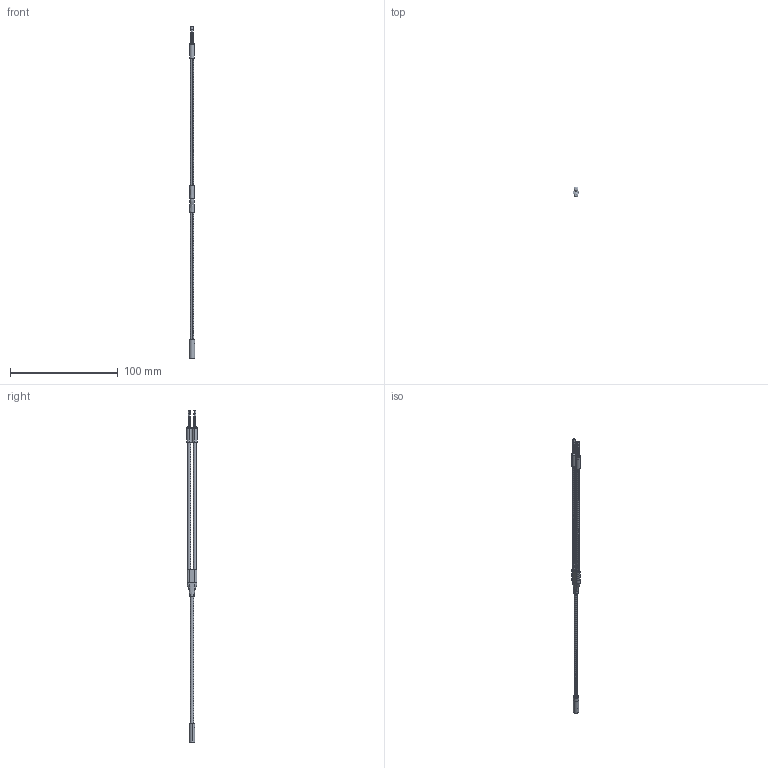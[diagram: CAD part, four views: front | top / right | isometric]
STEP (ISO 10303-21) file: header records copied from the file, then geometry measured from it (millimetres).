
FILE_DESCRIPTION((''),'2;1');
FILE_NAME('192791_ASM','2016-02-09T',('pdmadmin'),(''),'PRO/ENGINEER BY PARAMETRIC TECHNOLOGY CORPORATION, 2013230','PRO/ENGINEER BY PARAMETRIC TECHNOLOGY CORPORATION, 2013230','');
FILE_SCHEMA(('CONFIG_CONTROL_DESIGN'));
Length unit declared in the file: millimetre
Products named in the file (8): 111770; 110533; 110532; 110534; 13534; FIBER_CORE_1MM; 70798_ASM; 192791_ASM
Assembly tree (10 placements, depth 3):
  192791_ASM
    70798_ASM
      111770
      110533  x2
      110532  x2
      110534
      13534
      FIBER_CORE_1MM  x2
Bounding box: 5.16 x 9.78 x 308.32 mm (x, y, z)
Volume: 1878.8 mm3; surface area: 15356.6 mm2
Topology: 12 solids, 12 shells, 1058 faces, 2116 edges, 1082 vertices
Faces by surface type: torus 400, cone 270, bspline 200, cylinder 164, plane 24
Entity records: 40091 total; most frequent: CARTESIAN_POINT 28252, DIRECTION 2596, ORIENTED_EDGE 2324, EDGE_CURVE 1162, AXIS2_PLACEMENT_3D 1117, CIRCLE 648, VERTEX_POINT 598, EDGE_LOOP 590
